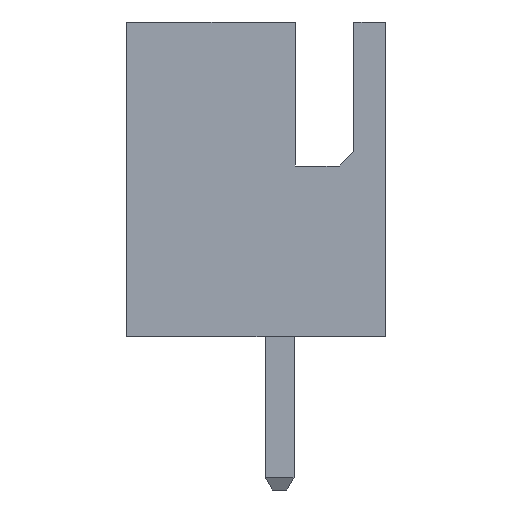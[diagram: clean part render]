
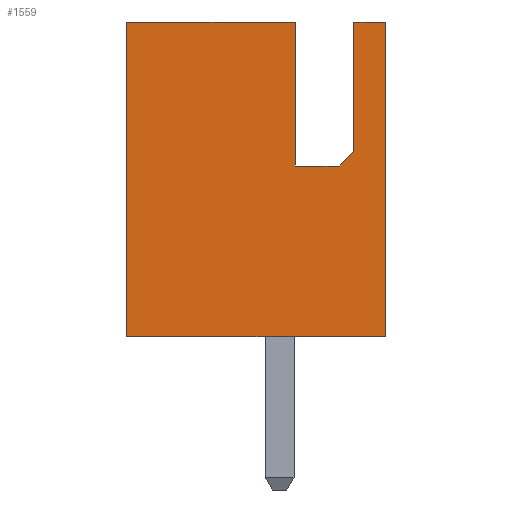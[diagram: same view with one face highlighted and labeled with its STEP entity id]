
A CAD part, left-side view. The second image highlights one B-rep face of the part: STEP entity #1559.
In plain terms, the highlighted planar face has unit normal (-1, 0, 0).
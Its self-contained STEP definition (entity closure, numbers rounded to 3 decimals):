
#1559=ADVANCED_FACE('',(#2780),#2782,.T.);
#2780=FACE_BOUND('',#2781,.T.);
#2781=EDGE_LOOP('',(#3804,#3805,#3806,#3807,#3808,#3809,#3810,#3811,#3812));
#2782=PLANE('',#2783);
#2783=AXIS2_PLACEMENT_3D('',#2784,#2785,#2786);
#2784=CARTESIAN_POINT('',(-45.05,3.4,0.));
#2785=DIRECTION('',(-1.,0.,0.));
#2786=DIRECTION('',(0.,-1.,0.));
#3804=ORIENTED_EDGE('',*,*,#4406,.T.);
#3805=ORIENTED_EDGE('',*,*,#4407,.T.);
#3806=ORIENTED_EDGE('',*,*,#4408,.F.);
#3807=ORIENTED_EDGE('',*,*,#4306,.F.);
#3808=ORIENTED_EDGE('',*,*,#4333,.T.);
#3809=ORIENTED_EDGE('',*,*,#4389,.T.);
#3810=ORIENTED_EDGE('',*,*,#4409,.F.);
#3811=ORIENTED_EDGE('',*,*,#4410,.T.);
#3812=ORIENTED_EDGE('',*,*,#4411,.T.);
#4306=EDGE_CURVE('',#4964,#4966,#4967,.T.);
#4333=EDGE_CURVE('',#4964,#5000,#5002,.T.);
#4389=EDGE_CURVE('',#5000,#5076,#5078,.T.);
#4406=EDGE_CURVE('',#5095,#5096,#5097,.F.);
#4407=EDGE_CURVE('',#5096,#5098,#5099,.F.);
#4408=EDGE_CURVE('',#4966,#5098,#5100,.T.);
#4409=EDGE_CURVE('',#5101,#5076,#5102,.T.);
#4410=EDGE_CURVE('',#5101,#5103,#5104,.F.);
#4411=EDGE_CURVE('',#5103,#5095,#5105,.F.);
#4964=VERTEX_POINT('',#6193);
#4966=VERTEX_POINT('',#6197);
#4967=LINE('',#6198,#6199);
#5000=VERTEX_POINT('',#6283);
#5002=LINE('',#6287,#6288);
#5076=VERTEX_POINT('',#6471);
#5078=LINE('',#6475,#6476);
#5095=VERTEX_POINT('',#6526);
#5096=VERTEX_POINT('',#6527);
#5097=LINE('',#6528,#6529);
#5098=VERTEX_POINT('',#6531);
#5099=LINE('',#6532,#6533);
#5100=LINE('',#6535,#6536);
#5101=VERTEX_POINT('',#6538);
#5102=LINE('',#6539,#6540);
#5103=VERTEX_POINT('',#6542);
#5104=LINE('',#6543,#6544);
#5105=LINE('',#6546,#6547);
#6193=CARTESIAN_POINT('',(-45.05,3.4,0.));
#6197=CARTESIAN_POINT('',(-45.05,3.4,7.));
#6198=CARTESIAN_POINT('',(-45.05,3.4,0.));
#6199=VECTOR('',#6200,1.);
#6200=DIRECTION('',(0.,0.,1.));
#6283=CARTESIAN_POINT('',(-45.05,-2.35,0.));
#6287=CARTESIAN_POINT('',(-45.05,3.4,0.));
#6288=VECTOR('',#6289,1.);
#6289=DIRECTION('',(0.,-1.,0.));
#6471=CARTESIAN_POINT('',(-45.05,-2.35,7.));
#6475=CARTESIAN_POINT('',(-45.05,-2.35,0.));
#6476=VECTOR('',#6477,1.);
#6477=DIRECTION('',(0.,0.,1.));
#6526=CARTESIAN_POINT('',(-45.05,-1.325,3.8));
#6527=CARTESIAN_POINT('',(-45.05,-0.35,3.8));
#6528=CARTESIAN_POINT('',(-45.05,-0.35,3.8));
#6529=VECTOR('',#6530,1.);
#6530=DIRECTION('',(0.,-1.,0.));
#6531=CARTESIAN_POINT('',(-45.05,-0.35,7.));
#6532=CARTESIAN_POINT('',(-45.05,-0.35,7.));
#6533=VECTOR('',#6534,1.);
#6534=DIRECTION('',(0.,0.,-1.));
#6535=CARTESIAN_POINT('',(-45.05,3.4,7.));
#6536=VECTOR('',#6537,1.);
#6537=DIRECTION('',(0.,-1.,0.));
#6538=CARTESIAN_POINT('',(-45.05,-1.65,7.));
#6539=CARTESIAN_POINT('',(-45.05,-1.65,7.));
#6540=VECTOR('',#6541,1.);
#6541=DIRECTION('',(0.,-1.,0.));
#6542=CARTESIAN_POINT('',(-45.05,-1.65,4.125));
#6543=CARTESIAN_POINT('',(-45.05,-1.65,4.125));
#6544=VECTOR('',#6545,1.);
#6545=DIRECTION('',(0.,0.,1.));
#6546=CARTESIAN_POINT('',(-45.05,-1.325,3.8));
#6547=VECTOR('',#6548,1.);
#6548=DIRECTION('',(0.,-0.707,0.707));
